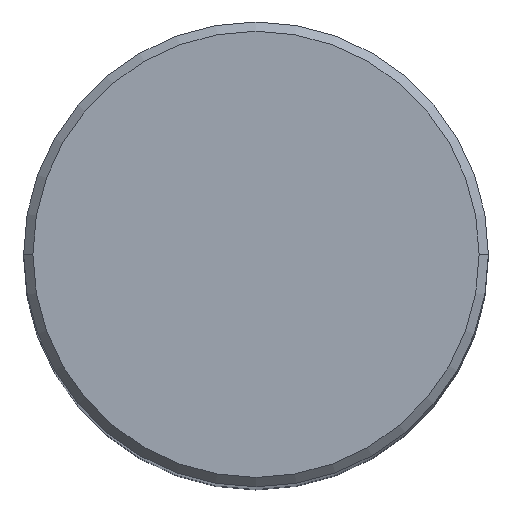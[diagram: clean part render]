
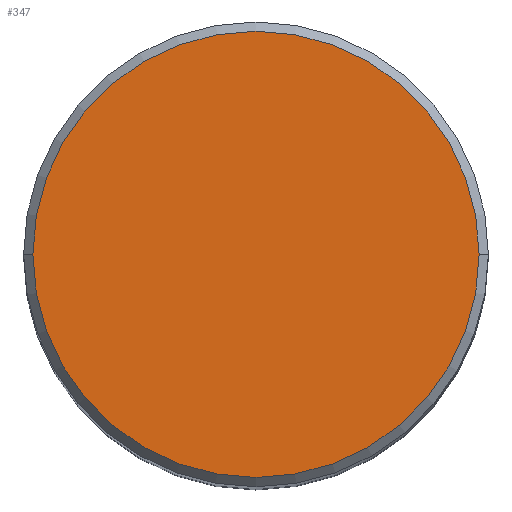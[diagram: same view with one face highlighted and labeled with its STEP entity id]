
A CAD part, top view. The second image highlights one B-rep face of the part: STEP entity #347.
In plain terms, the highlighted planar face has unit normal (0, 0, 1).
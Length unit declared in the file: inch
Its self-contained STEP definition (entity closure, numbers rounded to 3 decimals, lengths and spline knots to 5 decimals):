
#14 = CARTESIAN_POINT ( 'NONE',  ( 0., 0., 0. ) ) ;
#19 = DIRECTION ( 'NONE',  ( 0., 0., 1. ) ) ;
#51 = CIRCLE ( 'NONE', #117, 0.48 ) ;
#69 = DIRECTION ( 'NONE',  ( 1., 0., 0. ) ) ;
#70 = EDGE_CURVE ( 'NONE', #127, #191, #84, .T. ) ;
#84 = CIRCLE ( 'NONE', #311, 0.48 ) ;
#117 = AXIS2_PLACEMENT_3D ( 'NONE', #14, #19, #328 ) ;
#126 = DIRECTION ( 'NONE',  ( 0., 0., -1. ) ) ;
#127 = VERTEX_POINT ( 'NONE', #181 ) ;
#128 = AXIS2_PLACEMENT_3D ( 'NONE', #350, #126, #354 ) ;
#164 = FACE_OUTER_BOUND ( 'NONE', #306, .T. ) ;
#181 = CARTESIAN_POINT ( 'NONE',  ( 0.48, 0., 0. ) ) ;
#191 = VERTEX_POINT ( 'NONE', #336 ) ;
#203 = CARTESIAN_POINT ( 'NONE',  ( 0., 0., 0. ) ) ;
#252 = PLANE ( 'NONE',  #128 ) ;
#253 = ORIENTED_EDGE ( 'NONE', *, *, #70, .T. ) ;
#265 = ORIENTED_EDGE ( 'NONE', *, *, #293, .T. ) ;
#275 = DIRECTION ( 'NONE',  ( 0., 0., 1. ) ) ;
#293 = EDGE_CURVE ( 'NONE', #191, #127, #51, .T. ) ;
#306 = EDGE_LOOP ( 'NONE', ( #265, #253 ) ) ;
#311 = AXIS2_PLACEMENT_3D ( 'NONE', #203, #275, #69 ) ;
#328 = DIRECTION ( 'NONE',  ( 1., 0., 0. ) ) ;
#336 = CARTESIAN_POINT ( 'NONE',  ( -0.48, 0., 0. ) ) ;
#347 = ADVANCED_FACE ( 'NONE', ( #164 ), #252, .F. ) ;
#350 = CARTESIAN_POINT ( 'NONE',  ( 0., 0.48, 0. ) ) ;
#354 = DIRECTION ( 'NONE',  ( -1., 0., 0. ) ) ;
